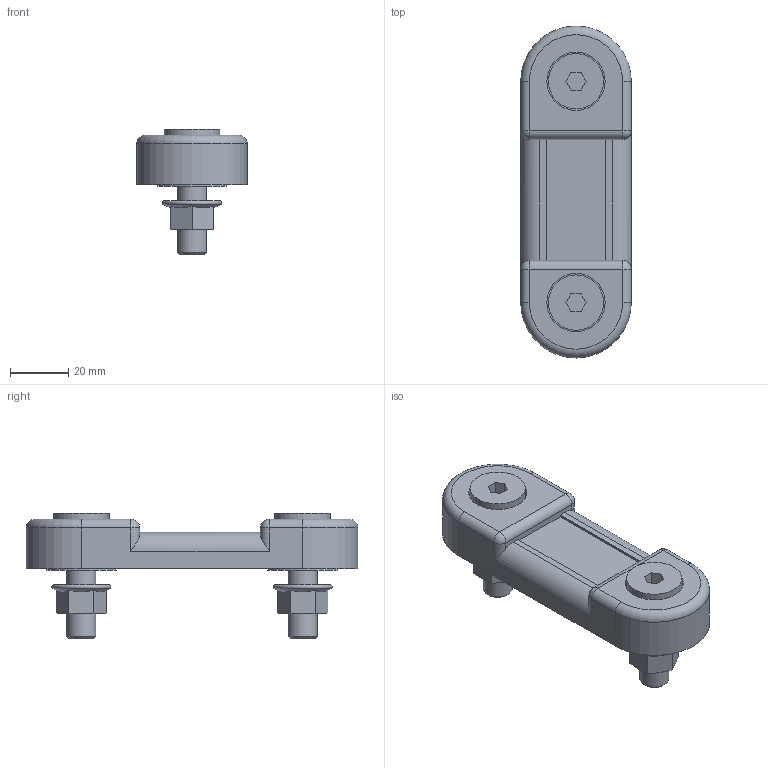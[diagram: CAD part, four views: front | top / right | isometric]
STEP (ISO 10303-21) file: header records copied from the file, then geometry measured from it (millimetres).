
FILE_DESCRIPTION((''),'2;1');
FILE_NAME('LVA10M10S01_02.stp','2013-05-02T09:45:36',('cad10'),(''),'Autodesk Inventor 2013','Autodesk Inventor 2013','');
FILE_SCHEMA(('AUTOMOTIVE_DESIGN { 1 0 10303 214 1 1 1 1 }'));
Length unit declared in the file: millimetre
Products named in the file (3): LVA; LVA10 M10; M10
Assembly tree (3 placements, depth 2):
  LVA
    LVA10 M10
    M10  x2
Bounding box: 38 x 114 x 43 mm (x, y, z)
Volume: 66401.5 mm3; surface area: 17730.9 mm2
Topology: 3 solids, 3 shells, 102 faces, 220 edges, 136 vertices
Faces by surface type: plane 52, cylinder 26, cone 16, sphere 4, torus 4
Full cylindrical faces by diameter (mm): 6 x2, 8.5 x2, 10 x2, 19 x2, 20 x2, 24 x2
Entity records: 2412 total; most frequent: CARTESIAN_POINT 445, DIRECTION 384, ORIENTED_EDGE 332, EDGE_CURVE 166, AXIS2_PLACEMENT_3D 149, EDGE_LOOP 114, VERTEX_POINT 112, STYLED_ITEM 87
